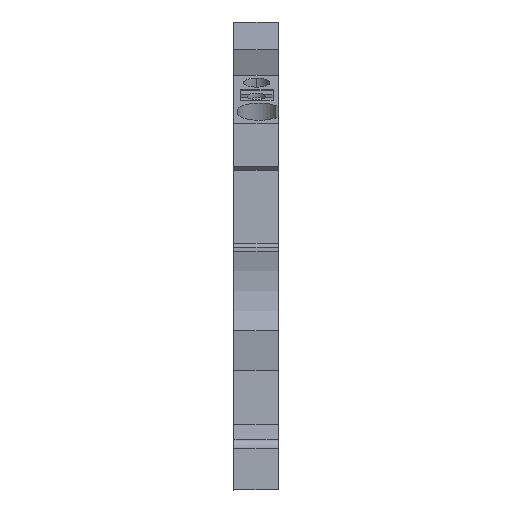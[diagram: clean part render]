
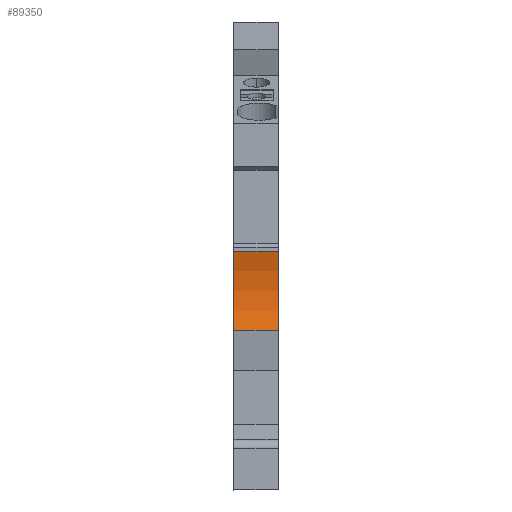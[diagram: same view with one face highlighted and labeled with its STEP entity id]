
A CAD part, front view. The second image highlights one B-rep face of the part: STEP entity #89350.
In plain terms, the highlighted cylindrical face has radius 10 mm (diameter 20 mm), a partial arc.
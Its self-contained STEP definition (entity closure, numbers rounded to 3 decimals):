
#5720=CARTESIAN_POINT('',(-54.253,-1.936,
3.5));
#5730=VERTEX_POINT('',#5720);
#5760=CARTESIAN_POINT('',(-62.891,3.102,
3.5));
#5770=DIRECTION('',(0.,0.,-1.));
#5780=DIRECTION('',(0.974,-0.225,
0.));
#5790=AXIS2_PLACEMENT_3D('',#5760,#5770,#5780);
#5800=CIRCLE('',#5790,10.);
#5810=CARTESIAN_POINT('',(-52.95,4.194,
3.5));
#5820=VERTEX_POINT('',#5810);
#5830=EDGE_CURVE('',#5820,#5730,#5800,.T.);
#16420=CARTESIAN_POINT('',(-54.253,-1.936,
0.));
#16430=VERTEX_POINT('',#16420);
#16460=CARTESIAN_POINT('',(-54.253,-1.936,
3.854));
#16470=DIRECTION('',(0.,0.,1.));
#16480=VECTOR('',#16470,1.);
#16490=LINE('',#16460,#16480);
#16500=EDGE_CURVE('',#16430,#5730,#16490,.T.);
#18430=CARTESIAN_POINT('',(-52.95,4.194,
0.));
#18440=VERTEX_POINT('',#18430);
#18470=CARTESIAN_POINT('',(-62.891,3.102,
0.));
#18480=DIRECTION('',(0.,0.,-1.));
#18490=DIRECTION('',(1.,0.,0.));
#18500=AXIS2_PLACEMENT_3D('',#18470,#18480,#18490);
#18510=CIRCLE('',#18500,10.);
#18520=EDGE_CURVE('',#18440,#16430,#18510,.T.);
#89060=CARTESIAN_POINT('',(-52.95,4.194,
3.854));
#89070=DIRECTION('',(0.,0.,-1.));
#89080=VECTOR('',#89070,1.);
#89090=LINE('',#89060,#89080);
#89100=EDGE_CURVE('',#5820,#18440,#89090,.T.);
#89240=CARTESIAN_POINT('',(-62.891,3.102,
3.854));
#89250=DIRECTION('',(0.,0.,-1.));
#89260=DIRECTION('',(0.974,-0.225,
0.));
#89270=AXIS2_PLACEMENT_3D('',#89240,#89250,#89260);
#89280=CYLINDRICAL_SURFACE('',#89270,10.);
#89290=ORIENTED_EDGE('',*,*,#16500,.T.);
#89300=ORIENTED_EDGE('',*,*,#18520,.T.);
#89310=ORIENTED_EDGE('',*,*,#89100,.T.);
#89320=ORIENTED_EDGE('',*,*,#5830,.F.);
#89330=EDGE_LOOP('',(#89320,#89310,#89300,#89290));
#89340=FACE_OUTER_BOUND('',#89330,.T.);
#89350=ADVANCED_FACE('',(#89340),#89280,.F.);
